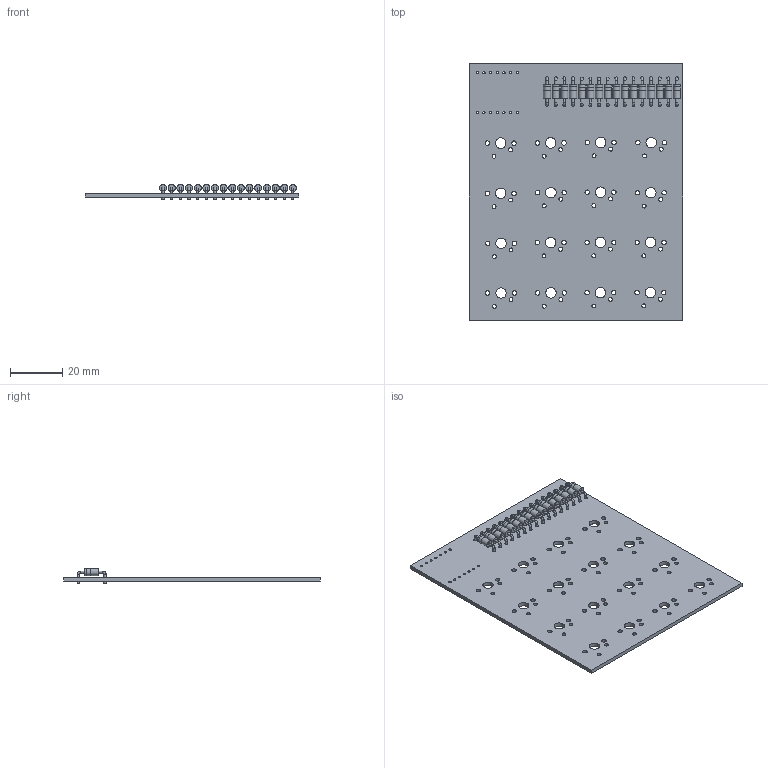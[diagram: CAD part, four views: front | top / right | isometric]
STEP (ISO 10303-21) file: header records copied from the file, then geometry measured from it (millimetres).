
FILE_DESCRIPTION(('KiCad electronic assembly'),'2;1');
FILE_NAME('v1.1.step','2025-12-25T18:57:48',('Pcbnew'),('Kicad'), 'Open CASCADE STEP processor 7.9','KiCad to STEP converter','Unknown' );
FILE_SCHEMA(('AUTOMOTIVE_DESIGN { 1 0 10303 214 1 1 1 1 }'));
Length unit declared in the file: millimetre
Products named in the file (3): v1.1 1; D_DO-41_SOD81_P10.16mm_Horizontal; v1.1_PCB
Assembly tree (17 placements, depth 2):
  v1.1 1
    D_DO-41_SOD81_P10.16mm_Horizontal  x16
    v1.1_PCB
Bounding box: 81.36 x 97.71 x 5.71 mm (x, y, z)
Volume: 12028.8 mm3; surface area: 18131.5 mm2
Topology: 17 solids, 17 shells, 372 faces, 758 edges, 484 vertices
Faces by surface type: cylinder 238, plane 102, torus 32
Full cylindrical faces by diameter (mm): 0.8 x64, 0.889 x14, 1.1 x32, 1.5 x32, 1.7 x32, 2.7 x32, 2.72 x16, 4 x16
Entity records: 5689 total; most frequent: DIRECTION 1011, CARTESIAN_POINT 852, ORIENTED_EDGE 826, AXIS2_PLACEMENT_3D 433, EDGE_CURVE 413, FACE_BOUND 403, EDGE_LOOP 403, VERTEX_POINT 274
